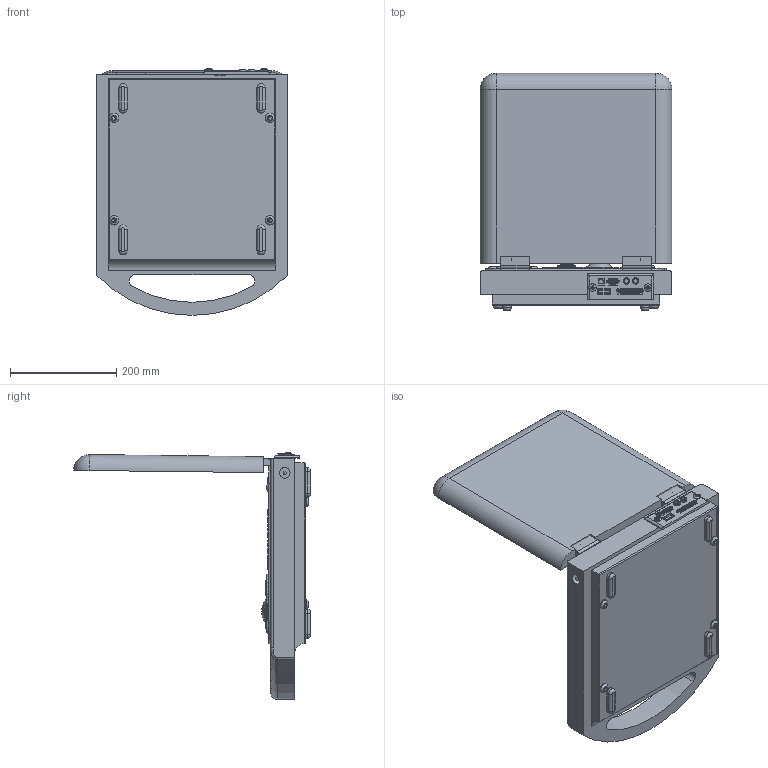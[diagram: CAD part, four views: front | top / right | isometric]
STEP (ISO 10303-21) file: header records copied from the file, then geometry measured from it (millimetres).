
FILE_DESCRIPTION(('FreeCAD Model'),'2;1');
FILE_NAME('Open CASCADE Shape Model','2025-04-29T16:12:47',('FreeCAD'),( 'FreeCAD'),'Open CASCADE STEP processor 7.6','FreeCAD','Unknown');
FILE_SCHEMA(('AUTOMOTIVE_DESIGN { 1 0 10303 214 1 1 1 1 }'));
Length unit declared in the file: millimetre
Products named in the file (1): Open CASCADE STEP translator 7.6 1
Bounding box: 361 x 446.21 x 464.16 mm (x, y, z)
Volume: 9603024.7 mm3; surface area: 982296 mm2
Topology: 17 solids, 18 shells, 1806 faces, 3828 edges, 2510 vertices
Faces by surface type: plane 1126, cylinder 545, torus 66, cone 48, bspline 17, sphere 4
Full cylindrical faces by diameter (mm): 0.534 x155, 0.876 x126, 2.373 x1, 2.378 x1, 2.5 x2, 3.367 x1, 3.717 x1, 3.877 x1, 6.135 x1, 6.466 x2, 8 x4, 8.065 x1, 8.239 x1, 10 x8, 11 x2, 11.5 x2, 11.84 x1, 11.895 x1, 12 x8, 14 x2, 17.5 x4, 18 x4, 19.883 x2, 20.026 x1, 20.456 x2, 26.707 x1, 28.743 x1, 28.875 x1, 42.372 x1, 58.089 x1
Entity records: 48913 total; most frequent: CARTESIAN_POINT 9841, DIRECTION 8147, ORIENTED_EDGE 7632, EDGE_CURVE 3815, AXIS2_PLACEMENT_3D 3075, VERTEX_POINT 2510, FACE_BOUND 2273, EDGE_LOOP 2273
